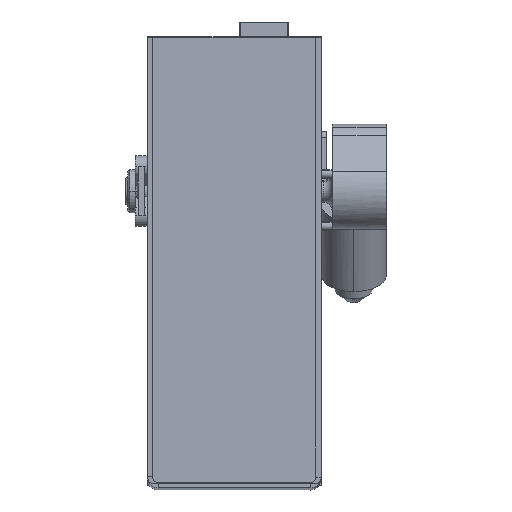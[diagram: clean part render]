
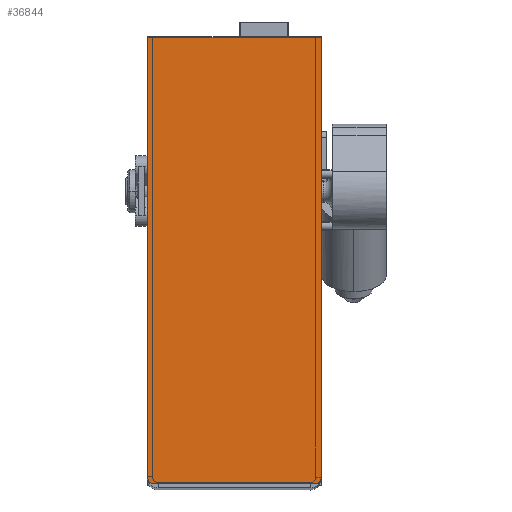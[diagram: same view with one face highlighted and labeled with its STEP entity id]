
A CAD part, top view. The second image highlights one B-rep face of the part: STEP entity #36844.
In plain terms, the highlighted planar face has unit normal (0, 0.003, 1).
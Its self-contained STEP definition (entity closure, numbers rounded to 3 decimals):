
#133 = EDGE_CURVE ( 'NONE', #34497, #26999, #31533, .T. ) ;
#1027 = CARTESIAN_POINT ( 'NONE',  ( 155., -205.573, 203.667 ) ) ;
#1221 = VERTEX_POINT ( 'NONE', #17163 ) ;
#2733 = LINE ( 'NONE', #12910, #17790 ) ;
#3162 = DIRECTION ( 'NONE',  ( -1., 0., 0. ) ) ;
#3337 = DIRECTION ( 'NONE',  ( 0., -1., 0. ) ) ;
#4401 = FACE_OUTER_BOUND ( 'NONE', #21933, .T. ) ;
#4508 = DIRECTION ( 'NONE',  ( -1., 0., 0. ) ) ;
#5027 = EDGE_CURVE ( 'NONE', #21507, #1221, #2733, .T. ) ;
#6349 = ORIENTED_EDGE ( 'NONE', *, *, #133, .T. ) ;
#7494 = ORIENTED_EDGE ( 'NONE', *, *, #31226, .F. ) ;
#7848 = DIRECTION ( 'NONE',  ( 0., -1., 0. ) ) ;
#9541 = VECTOR ( 'NONE', #41522, 1000. ) ;
#12157 = CARTESIAN_POINT ( 'NONE',  ( 0., -200.573, 203.667 ) ) ;
#12910 = CARTESIAN_POINT ( 'NONE',  ( 160., -205.573, 203.667 ) ) ;
#14785 = CARTESIAN_POINT ( 'NONE',  ( 160., 206.427, 203.667 ) ) ;
#14910 = CARTESIAN_POINT ( 'NONE',  ( 160., -200.573, 203.667 ) ) ;
#15457 = CARTESIAN_POINT ( 'NONE',  ( 160., 206.427, 203.667 ) ) ;
#15981 = EDGE_CURVE ( 'NONE', #21507, #22813, #40964, .T. ) ;
#16137 = VECTOR ( 'NONE', #7848, 1000. ) ;
#16332 = LINE ( 'NONE', #23060, #29242 ) ;
#16573 = AXIS2_PLACEMENT_3D ( 'NONE', #32874, #32662, #3162 ) ;
#17163 = CARTESIAN_POINT ( 'NONE',  ( 5., -205.573, 203.667 ) ) ;
#17790 = VECTOR ( 'NONE', #18970, 1000. ) ;
#18345 = CARTESIAN_POINT ( 'NONE',  ( 155., -200.573, 203.667 ) ) ;
#18564 = CARTESIAN_POINT ( 'NONE',  ( 5., -200.573, 203.667 ) ) ;
#18687 = AXIS2_PLACEMENT_3D ( 'NONE', #18564, #41164, #21600 ) ;
#18970 = DIRECTION ( 'NONE',  ( -1., 0., 0. ) ) ;
#19195 = EDGE_CURVE ( 'NONE', #26999, #38391, #16332, .T. ) ;
#21507 = VERTEX_POINT ( 'NONE', #1027 ) ;
#21600 = DIRECTION ( 'NONE',  ( -1., 0., 0. ) ) ;
#21933 = EDGE_LOOP ( 'NONE', ( #26123, #40005, #24907, #29774, #7494, #6349 ) ) ;
#22217 = AXIS2_PLACEMENT_3D ( 'NONE', #18345, #35050, #4508 ) ;
#22813 = VERTEX_POINT ( 'NONE', #14910 ) ;
#23060 = CARTESIAN_POINT ( 'NONE',  ( 0., 195.427, 203.667 ) ) ;
#24907 = ORIENTED_EDGE ( 'NONE', *, *, #5027, .F. ) ;
#24948 = LINE ( 'NONE', #14785, #16137 ) ;
#25734 = EDGE_CURVE ( 'NONE', #38391, #1221, #26994, .T. ) ;
#26123 = ORIENTED_EDGE ( 'NONE', *, *, #19195, .T. ) ;
#26994 = CIRCLE ( 'NONE', #18687, 5. ) ;
#26999 = VERTEX_POINT ( 'NONE', #32473 ) ;
#28276 = CARTESIAN_POINT ( 'NONE',  ( 160., 206.427, 203.667 ) ) ;
#29242 = VECTOR ( 'NONE', #3337, 1000. ) ;
#29774 = ORIENTED_EDGE ( 'NONE', *, *, #15981, .T. ) ;
#30849 = PLANE ( 'NONE',  #16573 ) ;
#31226 = EDGE_CURVE ( 'NONE', #34497, #22813, #24948, .T. ) ;
#31533 = LINE ( 'NONE', #28276, #9541 ) ;
#32473 = CARTESIAN_POINT ( 'NONE',  ( 0., 206.427, 203.667 ) ) ;
#32662 = DIRECTION ( 'NONE',  ( 0., 0., -1. ) ) ;
#32874 = CARTESIAN_POINT ( 'NONE',  ( 160., 195.427, 203.667 ) ) ;
#34497 = VERTEX_POINT ( 'NONE', #15457 ) ;
#35050 = DIRECTION ( 'NONE',  ( 0., 0., 1. ) ) ;
#36844 = ADVANCED_FACE ( 'NONE', ( #4401 ), #30849, .F. ) ;
#38391 = VERTEX_POINT ( 'NONE', #12157 ) ;
#40005 = ORIENTED_EDGE ( 'NONE', *, *, #25734, .T. ) ;
#40964 = CIRCLE ( 'NONE', #22217, 5. ) ;
#41164 = DIRECTION ( 'NONE',  ( 0., 0., 1. ) ) ;
#41522 = DIRECTION ( 'NONE',  ( -1., 0., 0. ) ) ;
